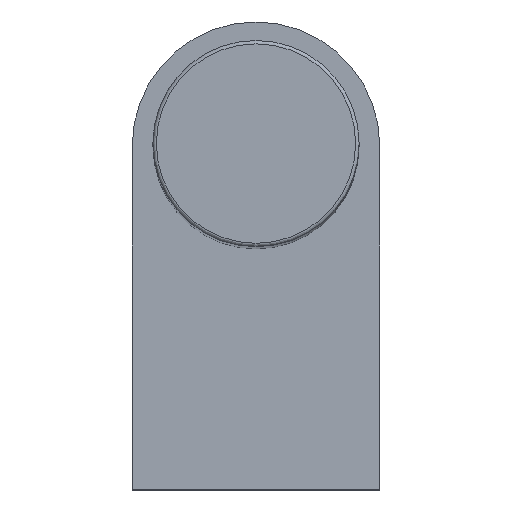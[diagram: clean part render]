
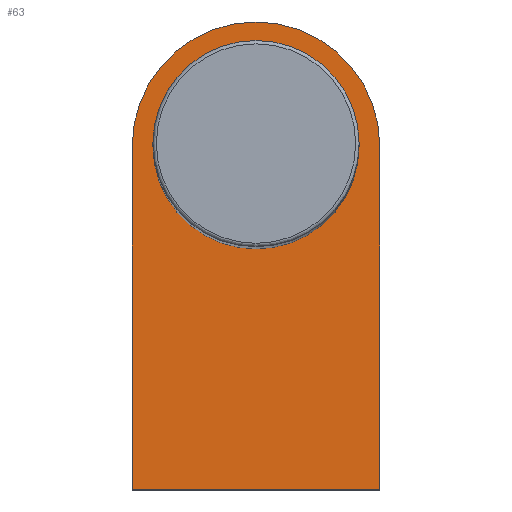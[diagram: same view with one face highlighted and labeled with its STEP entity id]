
A CAD part, top view. The second image highlights one B-rep face of the part: STEP entity #63.
In plain terms, the highlighted planar face has unit normal (0, 0, 1).
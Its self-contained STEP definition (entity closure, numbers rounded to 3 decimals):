
#63 = ADVANCED_FACE( '', ( #140, #141 ), #142, .T. );
#140 = FACE_BOUND( '', #226, .T. );
#141 = FACE_OUTER_BOUND( '', #227, .T. );
#142 = PLANE( '', #228 );
#226 = EDGE_LOOP( '', ( #333 ) );
#227 = EDGE_LOOP( '', ( #334, #335, #336, #337 ) );
#228 = AXIS2_PLACEMENT_3D( '', #338, #339, #340 );
#333 = ORIENTED_EDGE( '', *, *, #438, .F. );
#334 = ORIENTED_EDGE( '', *, *, #439, .T. );
#335 = ORIENTED_EDGE( '', *, *, #410, .T. );
#336 = ORIENTED_EDGE( '', *, *, #436, .T. );
#337 = ORIENTED_EDGE( '', *, *, #440, .T. );
#338 = CARTESIAN_POINT( '', ( 0., 50., 18. ) );
#339 = DIRECTION( '', ( 0., 0., 1. ) );
#340 = DIRECTION( '', ( 1., 0., 0. ) );
#410 = EDGE_CURVE( '', #462, #460, #463, .T. );
#436 = EDGE_CURVE( '', #460, #498, #500, .T. );
#438 = EDGE_CURVE( '', #502, #502, #503, .T. );
#439 = EDGE_CURVE( '', #504, #462, #505, .T. );
#440 = EDGE_CURVE( '', #498, #504, #506, .T. );
#460 = VERTEX_POINT( '', #530 );
#462 = VERTEX_POINT( '', #533 );
#463 = LINE( '', #534, #535 );
#498 = VERTEX_POINT( '', #573 );
#500 = LINE( '', #576, #577 );
#502 = VERTEX_POINT( '', #579 );
#503 = CIRCLE( '', #580, 15. );
#504 = VERTEX_POINT( '', #581 );
#505 = CIRCLE( '', #582, 18. );
#506 = LINE( '', #583, #584 );
#530 = CARTESIAN_POINT( '', ( -18., 0., 18. ) );
#533 = CARTESIAN_POINT( '', ( -18., 50., 18. ) );
#534 = CARTESIAN_POINT( '', ( -18., 50., 18. ) );
#535 = VECTOR( '', #606, 1000. );
#573 = CARTESIAN_POINT( '', ( 18., 0., 18. ) );
#576 = CARTESIAN_POINT( '', ( -18., 0., 18. ) );
#577 = VECTOR( '', #644, 1000. );
#579 = CARTESIAN_POINT( '', ( 15., 50., 18. ) );
#580 = AXIS2_PLACEMENT_3D( '', #645, #646, #647 );
#581 = CARTESIAN_POINT( '', ( 18., 50., 18. ) );
#582 = AXIS2_PLACEMENT_3D( '', #648, #649, #650 );
#583 = CARTESIAN_POINT( '', ( 18., 0., 18. ) );
#584 = VECTOR( '', #651, 1000. );
#606 = DIRECTION( '', ( 0., -1., 0. ) );
#644 = DIRECTION( '', ( 1., 0., 0. ) );
#645 = CARTESIAN_POINT( '', ( 0., 50., 18. ) );
#646 = DIRECTION( '', ( 0., 0., 1. ) );
#647 = DIRECTION( '', ( 1., 0., 0. ) );
#648 = CARTESIAN_POINT( '', ( 0., 50., 18. ) );
#649 = DIRECTION( '', ( 0., 0., 1. ) );
#650 = DIRECTION( '', ( 1., 0., 0. ) );
#651 = DIRECTION( '', ( 0., 1., 0. ) );
